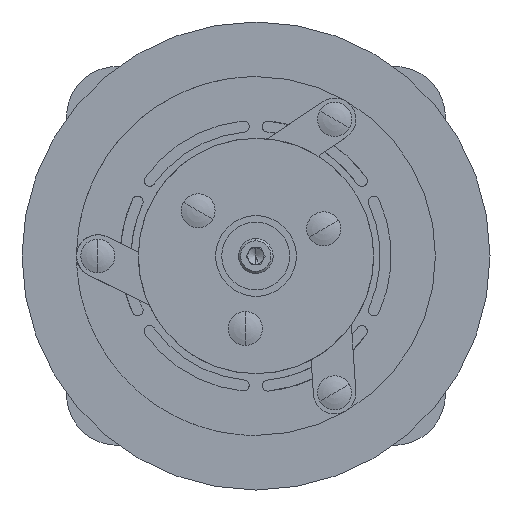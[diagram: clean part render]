
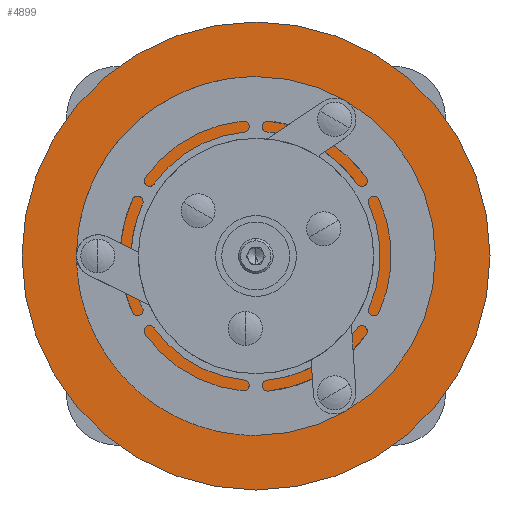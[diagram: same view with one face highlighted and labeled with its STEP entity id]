
A CAD part, left-side view. The second image highlights one B-rep face of the part: STEP entity #4899.
In plain terms, the highlighted planar face has unit normal (-1, 0, 0).
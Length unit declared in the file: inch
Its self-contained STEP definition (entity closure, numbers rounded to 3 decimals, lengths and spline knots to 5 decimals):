
#256 = CIRCLE ( 'NONE', #7277, 3.44594 ) ;
#415 = DIRECTION ( 'NONE',  ( 0., 0., -1. ) ) ;
#434 = PLANE ( 'NONE',  #12600 ) ;
#830 = VERTEX_POINT ( 'NONE', #14268 ) ;
#1134 = CARTESIAN_POINT ( 'NONE',  ( -1.452, 0., 0. ) ) ;
#1489 = CIRCLE ( 'NONE', #12802, 1.7325 ) ;
#1495 = ORIENTED_EDGE ( 'NONE', *, *, #10456, .F. ) ;
#2306 = DIRECTION ( 'NONE',  ( 0., 0., -1. ) ) ;
#2563 = FACE_OUTER_BOUND ( 'NONE', #14722, .T. ) ;
#2596 = ORIENTED_EDGE ( 'NONE', *, *, #8997, .F. ) ;
#2773 = DIRECTION ( 'NONE',  ( -1., 0., 0. ) ) ;
#3057 = CARTESIAN_POINT ( 'NONE',  ( -1.452, 0., -3.44594 ) ) ;
#4322 = EDGE_LOOP ( 'NONE', ( #2596, #6340 ) ) ;
#4899 = ADVANCED_FACE ( 'NONE', ( #2563, #8705 ), #434, .T. ) ;
#5172 = VERTEX_POINT ( 'NONE', #14866 ) ;
#5223 = EDGE_CURVE ( 'NONE', #14332, #13180, #13183, .T. ) ;
#5744 = EDGE_CURVE ( 'NONE', #830, #5172, #1489, .T. ) ;
#6166 = CARTESIAN_POINT ( 'NONE',  ( -1.452, 0., 0. ) ) ;
#6188 = DIRECTION ( 'NONE',  ( -1., 0., 0. ) ) ;
#6232 = CARTESIAN_POINT ( 'NONE',  ( -1.452, 3.44594, 0. ) ) ;
#6340 = ORIENTED_EDGE ( 'NONE', *, *, #5744, .F. ) ;
#7277 = AXIS2_PLACEMENT_3D ( 'NONE', #14240, #7371, #415 ) ;
#7320 = DIRECTION ( 'NONE',  ( 0., 0., 1. ) ) ;
#7371 = DIRECTION ( 'NONE',  ( 1., 0., 0. ) ) ;
#8506 = AXIS2_PLACEMENT_3D ( 'NONE', #13066, #6188, #14223 ) ;
#8705 = FACE_BOUND ( 'NONE', #4322, .T. ) ;
#8750 = AXIS2_PLACEMENT_3D ( 'NONE', #1134, #9213, #2306 ) ;
#8940 = ORIENTED_EDGE ( 'NONE', *, *, #5223, .F. ) ;
#8997 = EDGE_CURVE ( 'NONE', #5172, #830, #9523, .T. ) ;
#9146 = CARTESIAN_POINT ( 'NONE',  ( -1.452, 0., 3.44594 ) ) ;
#9213 = DIRECTION ( 'NONE',  ( 1., 0., 0. ) ) ;
#9523 = CIRCLE ( 'NONE', #8506, 1.7325 ) ;
#10456 = EDGE_CURVE ( 'NONE', #13180, #14332, #256, .T. ) ;
#10833 = DIRECTION ( 'NONE',  ( 0., 0., 1. ) ) ;
#12600 = AXIS2_PLACEMENT_3D ( 'NONE', #6232, #2773, #10833 ) ;
#12802 = AXIS2_PLACEMENT_3D ( 'NONE', #6166, #14197, #7320 ) ;
#13066 = CARTESIAN_POINT ( 'NONE',  ( -1.452, 0., 0. ) ) ;
#13180 = VERTEX_POINT ( 'NONE', #3057 ) ;
#13183 = CIRCLE ( 'NONE', #8750, 3.44594 ) ;
#14197 = DIRECTION ( 'NONE',  ( -1., 0., 0. ) ) ;
#14223 = DIRECTION ( 'NONE',  ( 0., 0., 1. ) ) ;
#14240 = CARTESIAN_POINT ( 'NONE',  ( -1.452, 0., 0. ) ) ;
#14268 = CARTESIAN_POINT ( 'NONE',  ( -1.452, 0., 1.7325 ) ) ;
#14332 = VERTEX_POINT ( 'NONE', #9146 ) ;
#14722 = EDGE_LOOP ( 'NONE', ( #1495, #8940 ) ) ;
#14866 = CARTESIAN_POINT ( 'NONE',  ( -1.452, 0., -1.7325 ) ) ;
